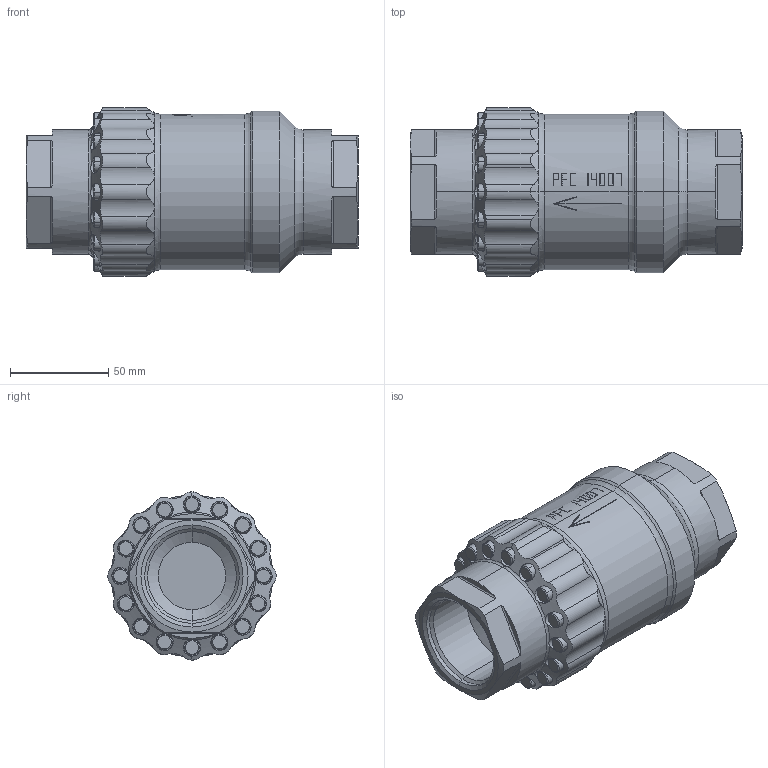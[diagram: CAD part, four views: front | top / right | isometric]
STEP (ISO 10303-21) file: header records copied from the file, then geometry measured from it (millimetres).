
FILE_DESCRIPTION (( 'STEP AP203' ), '1' );
FILE_NAME ('14007000 C Whole.STEP', '2015-01-30T15:23:59', ( '' ), ( '' ), 'SwSTEP 2.0', 'SolidWorks 2015', '' );
FILE_SCHEMA (( 'CONFIG_CONTROL_DESIGN' ));
Length unit declared in the file: inch
Products named in the file (1): 14007000 C Whole
Bounding box: 169.29 x 85.72 x 85.72 mm (x, y, z)
Volume: 622664.6 mm3; surface area: 59061.6 mm2
Topology: 1 solids, 1 shells, 362 faces, 907 edges, 577 vertices
Faces by surface type: cylinder 141, plane 128, cone 79, torus 8, bspline 6
Entity records: 13247 total; most frequent: CARTESIAN_POINT 4724, ORIENTED_EDGE 1814, DIRECTION 1701, EDGE_CURVE 907, AXIS2_PLACEMENT_3D 675, VERTEX_POINT 577, EDGE_LOOP 392, ADVANCED_FACE 362
